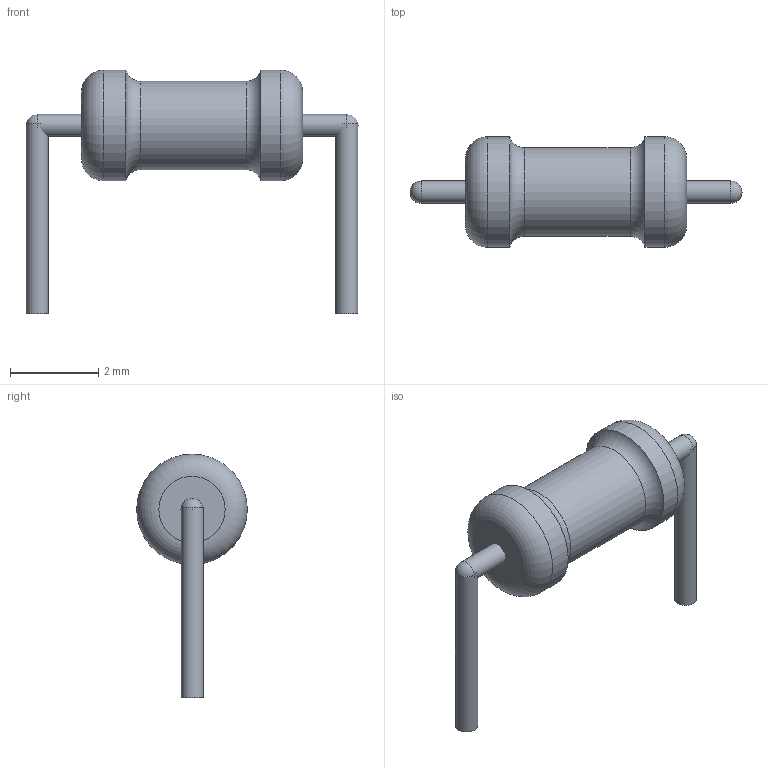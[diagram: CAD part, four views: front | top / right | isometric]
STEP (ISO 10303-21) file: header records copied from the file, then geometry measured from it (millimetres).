
FILE_DESCRIPTION(/* description */ (''),/* implementation_level */ '2;1');
FILE_NAME(/* name */ 'R-1 yellow.step',/* time_stamp */ '2021-05-27T21:58:33+03:00',/* author */ (''),/* organization */ (''),/* preprocessor_version */ 'ST-DEVELOPER v18.1',/* originating_system */ 'Autodesk Translation Framework v10.9.0.1377',/* authorisation */ '');
FILE_SCHEMA (('AUTOMOTIVE_DESIGN { 1 0 10303 214 3 1 1 }'));
Length unit declared in the file: millimetre
Products named in the file (1): R-1 yellow
Bounding box: 7.5 x 2.5 x 5.51 mm (x, y, z)
Volume: 23.3 mm3; surface area: 75.4 mm2
Topology: 7 solids, 7 shells, 26 faces, 41 edges, 27 vertices
Faces by surface type: plane 12, cylinder 8, torus 4, sphere 2
Full cylindrical faces by diameter (mm): 0.5 x4, 2 x1, 2.5 x3
Entity records: 639 total; most frequent: DIRECTION 124, CARTESIAN_POINT 93, ORIENTED_EDGE 78, AXIS2_PLACEMENT_3D 58, EDGE_CURVE 39, CIRCLE 31, VERTEX_POINT 27, FACE_OUTER_BOUND 26
